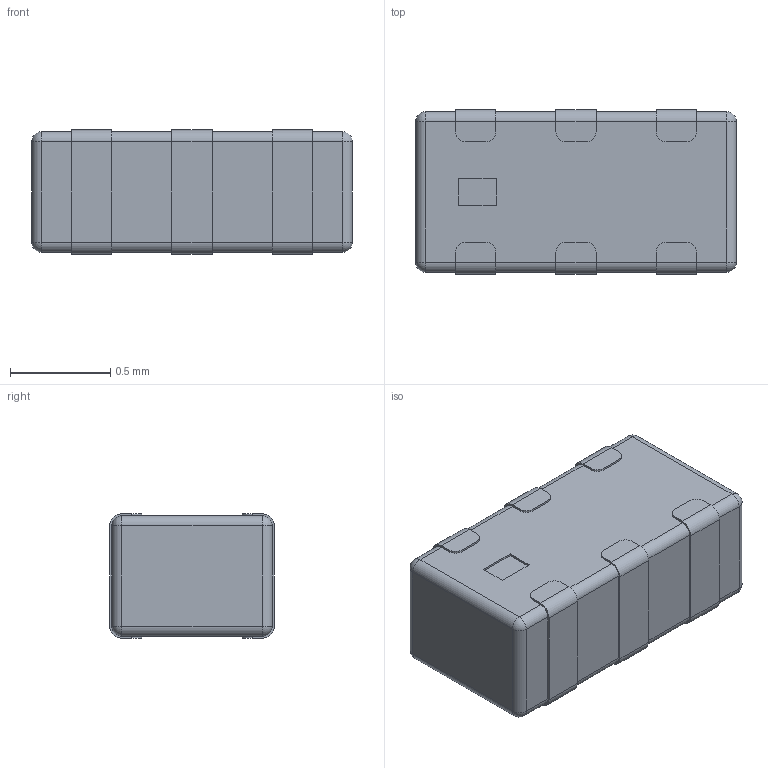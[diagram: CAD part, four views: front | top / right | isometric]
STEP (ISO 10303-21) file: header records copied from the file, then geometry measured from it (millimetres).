
FILE_DESCRIPTION (( 'STEP AP203' ), '1' );
FILE_NAME ('FILTET-SMD_0603-6P-L1.6-W0.8-P0.50_LFL182G45TC1A108.STEP', '2021-06-02T12:53:30', ( '' ), ( '' ), 'SwSTEP 2.0', 'SolidWorks 2018', '' );
FILE_SCHEMA (( 'CONFIG_CONTROL_DESIGN' ));
Length unit declared in the file: millimetre
Products named in the file (1): FILTET-SMD_0603-6P-L1.6-W0.8-P0.50_LFL182G45TC1A108
Bounding box: 1.6 x 0.82 x 0.62 mm (x, y, z)
Volume: 0.8 mm3; surface area: 5.3 mm2
Topology: 1 solids, 1 shells, 186 faces, 512 edges, 328 vertices
Faces by surface type: plane 104, cylinder 60, bspline 14, sphere 8
Entity records: 6593 total; most frequent: CARTESIAN_POINT 1817, ORIENTED_EDGE 1008, DIRECTION 942, EDGE_CURVE 504, LINE 356, VECTOR 356, VERTEX_POINT 328, AXIS2_PLACEMENT_3D 293
